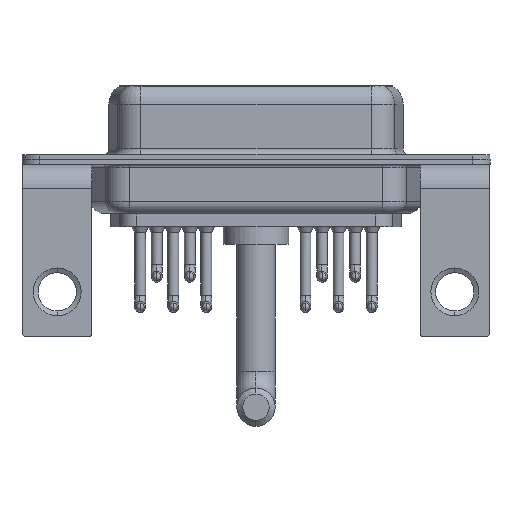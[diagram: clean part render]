
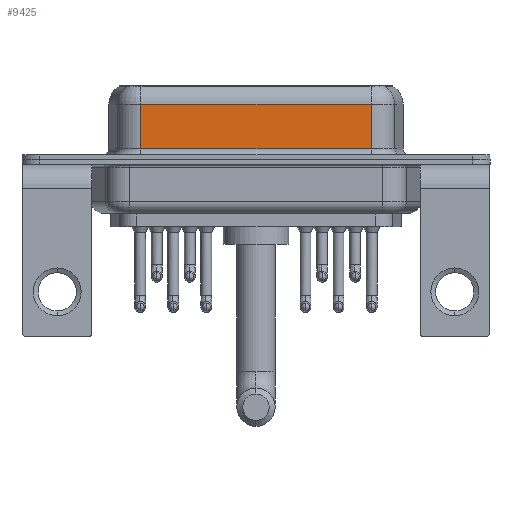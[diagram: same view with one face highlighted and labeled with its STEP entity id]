
A CAD part, front view. The second image highlights one B-rep face of the part: STEP entity #9425.
In plain terms, the highlighted planar face has unit normal (0, -1, 0).
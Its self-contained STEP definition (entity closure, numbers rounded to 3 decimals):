
#593 = DIRECTION ( 'NONE',  ( 1., 0., 0. ) ) ;
#1043 = LINE ( 'NONE', #13031, #16885 ) ;
#2457 = EDGE_CURVE ( 'NONE', #16094, #15284, #1043, .T. ) ;
#2681 = CARTESIAN_POINT ( 'NONE',  ( 7.013, -3.95, 6.4 ) ) ;
#2977 = DIRECTION ( 'NONE',  ( 0., 1., 0. ) ) ;
#3288 = EDGE_CURVE ( 'NONE', #13407, #15284, #15528, .T. ) ;
#4046 = EDGE_LOOP ( 'NONE', ( #5084, #11250, #16402, #6291 ) ) ;
#4352 = CARTESIAN_POINT ( 'NONE',  ( 26.287, -3.95, 6.4 ) ) ;
#4447 = FACE_OUTER_BOUND ( 'NONE', #4046, .T. ) ;
#5084 = ORIENTED_EDGE ( 'NONE', *, *, #2457, .F. ) ;
#5546 = LINE ( 'NONE', #11528, #14289 ) ;
#5638 = LINE ( 'NONE', #2681, #5866 ) ;
#5866 = VECTOR ( 'NONE', #17609, 1000. ) ;
#6024 = CARTESIAN_POINT ( 'NONE',  ( 26.287, -3.95, 4.65 ) ) ;
#6291 = ORIENTED_EDGE ( 'NONE', *, *, #3288, .T. ) ;
#6571 = VECTOR ( 'NONE', #593, 1000. ) ;
#6784 = CARTESIAN_POINT ( 'NONE',  ( 26.287, -3.95, 0.9 ) ) ;
#7803 = PLANE ( 'NONE',  #17679 ) ;
#8440 = CARTESIAN_POINT ( 'NONE',  ( 7.013, -3.95, 0.9 ) ) ;
#9425 = ADVANCED_FACE ( 'NONE', ( #4447 ), #7803, .F. ) ;
#10174 = DIRECTION ( 'NONE',  ( 0., 0., -1. ) ) ;
#10510 = VERTEX_POINT ( 'NONE', #12723 ) ;
#10784 = EDGE_CURVE ( 'NONE', #16094, #10510, #5546, .T. ) ;
#11250 = ORIENTED_EDGE ( 'NONE', *, *, #10784, .T. ) ;
#11528 = CARTESIAN_POINT ( 'NONE',  ( 26.287, -3.95, 4.65 ) ) ;
#12723 = CARTESIAN_POINT ( 'NONE',  ( 7.013, -3.95, 4.65 ) ) ;
#13031 = CARTESIAN_POINT ( 'NONE',  ( 26.287, -3.95, 6.4 ) ) ;
#13407 = VERTEX_POINT ( 'NONE', #8440 ) ;
#14289 = VECTOR ( 'NONE', #17527, 1000. ) ;
#15284 = VERTEX_POINT ( 'NONE', #16986 ) ;
#15528 = LINE ( 'NONE', #6784, #6571 ) ;
#16094 = VERTEX_POINT ( 'NONE', #6024 ) ;
#16402 = ORIENTED_EDGE ( 'NONE', *, *, #18243, .T. ) ;
#16436 = DIRECTION ( 'NONE',  ( 0., 0., 1. ) ) ;
#16885 = VECTOR ( 'NONE', #10174, 1000. ) ;
#16986 = CARTESIAN_POINT ( 'NONE',  ( 26.287, -3.95, 0.9 ) ) ;
#17527 = DIRECTION ( 'NONE',  ( -1., 0., 0. ) ) ;
#17609 = DIRECTION ( 'NONE',  ( 0., 0., -1. ) ) ;
#17679 = AXIS2_PLACEMENT_3D ( 'NONE', #4352, #2977, #16436 ) ;
#18243 = EDGE_CURVE ( 'NONE', #10510, #13407, #5638, .T. ) ;
